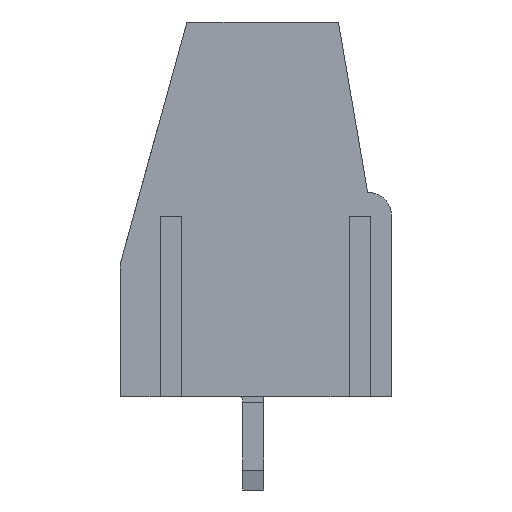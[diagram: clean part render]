
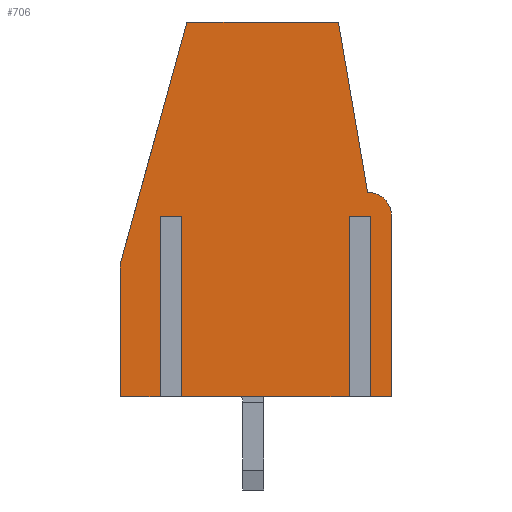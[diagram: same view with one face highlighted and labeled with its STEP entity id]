
A CAD part, left-side view. The second image highlights one B-rep face of the part: STEP entity #706.
In plain terms, the highlighted planar face has unit normal (-1, 0, 0).
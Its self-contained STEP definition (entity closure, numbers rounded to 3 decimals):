
#706=ADVANCED_FACE('',(#3362),#3364,.T.);
#3362=FACE_BOUND('',#3363,.T.);
#3363=EDGE_LOOP('',(#5619,#5620,#5621,#5622,#5623,#5624,#5625,#5626,#5627,#5628,
#5629,#5630,#5631,#5632,#5633));
#3364=PLANE('',#3365);
#3365=AXIS2_PLACEMENT_3D('',#3366,#3367,#3368);
#3366=CARTESIAN_POINT('',(-2.5,0.,0.));
#3367=DIRECTION('',(-1.,0.,0.));
#3368=DIRECTION('',(0.,0.,-1.));
#5619=ORIENTED_EDGE('',*,*,#7115,.F.);
#5620=ORIENTED_EDGE('',*,*,#7116,.F.);
#5621=ORIENTED_EDGE('',*,*,#7117,.F.);
#5622=ORIENTED_EDGE('',*,*,#6938,.T.);
#5623=ORIENTED_EDGE('',*,*,#7118,.F.);
#5624=ORIENTED_EDGE('',*,*,#7119,.F.);
#5625=ORIENTED_EDGE('',*,*,#7120,.F.);
#5626=ORIENTED_EDGE('',*,*,#6934,.T.);
#5627=ORIENTED_EDGE('',*,*,#7094,.T.);
#5628=ORIENTED_EDGE('',*,*,#7092,.T.);
#5629=ORIENTED_EDGE('',*,*,#7090,.T.);
#5630=ORIENTED_EDGE('',*,*,#7083,.T.);
#5631=ORIENTED_EDGE('',*,*,#7072,.T.);
#5632=ORIENTED_EDGE('',*,*,#7062,.T.);
#5633=ORIENTED_EDGE('',*,*,#6942,.T.);
#6934=EDGE_CURVE('',#7741,#7739,#7742,.T.);
#6938=EDGE_CURVE('',#7749,#7747,#7750,.T.);
#6942=EDGE_CURVE('',#7757,#7755,#7758,.T.);
#7062=EDGE_CURVE('',#7990,#7757,#7991,.T.);
#7072=EDGE_CURVE('',#8007,#7990,#8008,.T.);
#7083=EDGE_CURVE('',#8025,#8007,#8026,.T.);
#7090=EDGE_CURVE('',#8038,#8025,#8039,.T.);
#7092=EDGE_CURVE('',#8041,#8038,#8042,.T.);
#7094=EDGE_CURVE('',#7739,#8041,#8044,.T.);
#7115=EDGE_CURVE('',#8085,#7755,#8086,.T.);
#7116=EDGE_CURVE('',#8087,#8085,#8088,.F.);
#7117=EDGE_CURVE('',#7749,#8087,#8089,.T.);
#7118=EDGE_CURVE('',#8090,#7747,#8091,.T.);
#7119=EDGE_CURVE('',#8092,#8090,#8093,.F.);
#7120=EDGE_CURVE('',#7741,#8092,#8094,.T.);
#7739=VERTEX_POINT('',#9050);
#7741=VERTEX_POINT('',#9054);
#7742=LINE('',#9055,#9056);
#7747=VERTEX_POINT('',#9066);
#7749=VERTEX_POINT('',#9070);
#7750=LINE('',#9071,#9072);
#7755=VERTEX_POINT('',#9082);
#7757=VERTEX_POINT('',#9086);
#7758=LINE('',#9087,#9088);
#7990=VERTEX_POINT('',#9559);
#7991=LINE('',#9560,#9561);
#8007=VERTEX_POINT('',#9596);
#8008=LINE('',#9597,#9598);
#8025=VERTEX_POINT('',#9636);
#8026=LINE('',#9637,#9638);
#8038=VERTEX_POINT('',#9668);
#8039=LINE('',#9669,#9670);
#8041=VERTEX_POINT('',#9675);
#8042=CIRCLE('',#9676,0.9);
#8044=LINE('',#9683,#9684);
#8085=VERTEX_POINT('',#9766);
#8086=LINE('',#9767,#9768);
#8087=VERTEX_POINT('',#9770);
#8088=LINE('',#9771,#9772);
#8089=LINE('',#9774,#9775);
#8090=VERTEX_POINT('',#9777);
#8091=LINE('',#9778,#9779);
#8092=VERTEX_POINT('',#9781);
#8093=LINE('',#9782,#9783);
#8094=LINE('',#9785,#9786);
#9050=CARTESIAN_POINT('',(-2.5,-5.2,0.));
#9054=CARTESIAN_POINT('',(-2.5,-4.325,0.));
#9055=CARTESIAN_POINT('',(-2.5,-4.325,0.));
#9056=VECTOR('',#9057,1.);
#9057=DIRECTION('',(0.,-1.,0.));
#9066=CARTESIAN_POINT('',(-2.5,-3.675,0.));
#9070=CARTESIAN_POINT('',(-2.5,2.775,0.));
#9071=CARTESIAN_POINT('',(-2.5,2.775,0.));
#9072=VECTOR('',#9073,1.);
#9073=DIRECTION('',(0.,-1.,0.));
#9082=CARTESIAN_POINT('',(-2.5,3.425,0.));
#9086=CARTESIAN_POINT('',(-2.5,5.,0.));
#9087=CARTESIAN_POINT('',(-2.5,5.,0.));
#9088=VECTOR('',#9089,1.);
#9089=DIRECTION('',(0.,-1.,0.));
#9559=CARTESIAN_POINT('',(-2.5,5.,5.));
#9560=CARTESIAN_POINT('',(-2.5,5.,5.));
#9561=VECTOR('',#9562,1.);
#9562=DIRECTION('',(0.,0.,-1.));
#9596=CARTESIAN_POINT('',(-2.5,2.5,14.1));
#9597=CARTESIAN_POINT('',(-2.5,2.5,14.1));
#9598=VECTOR('',#9599,1.);
#9599=DIRECTION('',(0.,0.265,-0.964));
#9636=CARTESIAN_POINT('',(-2.5,-3.2,14.1));
#9637=CARTESIAN_POINT('',(-2.5,-3.2,14.1));
#9638=VECTOR('',#9639,1.);
#9639=DIRECTION('',(0.,1.,0.));
#9668=CARTESIAN_POINT('',(-2.5,-4.3,7.7));
#9669=CARTESIAN_POINT('',(-2.5,-4.3,7.7));
#9670=VECTOR('',#9671,1.);
#9671=DIRECTION('',(0.,0.169,0.986));
#9675=CARTESIAN_POINT('',(-2.5,-5.2,6.8));
#9676=AXIS2_PLACEMENT_3D('',#9677,#9678,#9679);
#9677=CARTESIAN_POINT('',(-2.5,-4.3,6.8));
#9678=DIRECTION('',(-1.,-0.,-0.));
#9679=DIRECTION('',(0.,-1.,0.));
#9683=CARTESIAN_POINT('',(-2.5,-5.2,0.));
#9684=VECTOR('',#9685,1.);
#9685=DIRECTION('',(0.,0.,1.));
#9766=CARTESIAN_POINT('',(-2.5,3.425,6.8));
#9767=CARTESIAN_POINT('',(-2.5,3.425,6.8));
#9768=VECTOR('',#9769,1.);
#9769=DIRECTION('',(0.,0.,-1.));
#9770=CARTESIAN_POINT('',(-2.5,2.775,6.8));
#9771=CARTESIAN_POINT('',(-2.5,3.425,6.8));
#9772=VECTOR('',#9773,1.);
#9773=DIRECTION('',(0.,-1.,0.));
#9774=CARTESIAN_POINT('',(-2.5,2.775,0.));
#9775=VECTOR('',#9776,1.);
#9776=DIRECTION('',(0.,0.,1.));
#9777=CARTESIAN_POINT('',(-2.5,-3.675,6.8));
#9778=CARTESIAN_POINT('',(-2.5,-3.675,6.8));
#9779=VECTOR('',#9780,1.);
#9780=DIRECTION('',(0.,0.,-1.));
#9781=CARTESIAN_POINT('',(-2.5,-4.325,6.8));
#9782=CARTESIAN_POINT('',(-2.5,-3.675,6.8));
#9783=VECTOR('',#9784,1.);
#9784=DIRECTION('',(0.,-1.,0.));
#9785=CARTESIAN_POINT('',(-2.5,-4.325,0.));
#9786=VECTOR('',#9787,1.);
#9787=DIRECTION('',(0.,0.,1.));
